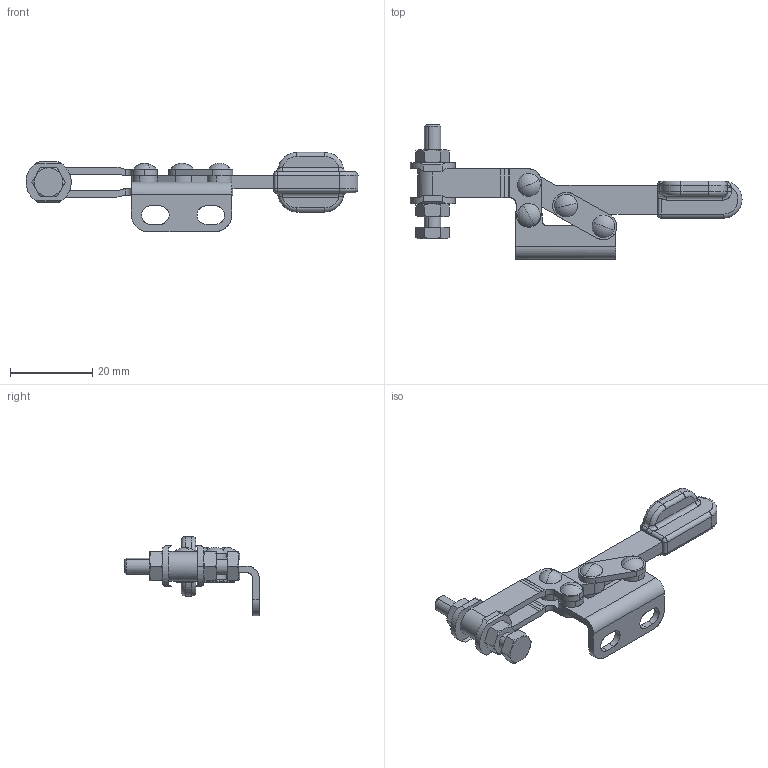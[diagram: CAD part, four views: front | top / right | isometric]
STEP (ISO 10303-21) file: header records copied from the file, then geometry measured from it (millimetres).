
FILE_DESCRIPTION(/* description */ ('Alibre Inc.'),/* implementation_level */ '2;1');
FILE_NAME(/* name */ 'export0',/* time_stamp */ '2013-02-05T10:02:54+01:00',/* author */ (''),/* organization */ (''),/* preprocessor_version */ 'ST-DEVELOPER v14',/* originating_system */ 'Alibre',/* authorisation */ '');
FILE_SCHEMA (('AUTOMOTIVE_DESIGN'));
Length unit declared in the file: millimetre
Bounding box: 80.78 x 32.74 x 19.25 mm (x, y, z)
Volume: 977.4 mm3; surface area: 7693 mm2
Topology: 7 solids, 8 shells, 353 faces, 2592 edges, 2202 vertices
Faces by surface type: cylinder 138, plane 129, revolution 35, torus 21, bspline 18, sphere 10, cone 2
Entity records: 29165 total; most frequent: CARTESIAN_POINT 7822, ORIENTED_EDGE 4912, DIRECTION 4839, EDGE_CURVE 2588, AXIS2_PLACEMENT_3D 2277, VERTEX_POINT 2202, CIRCLE 1957, EDGE_LOOP 403
